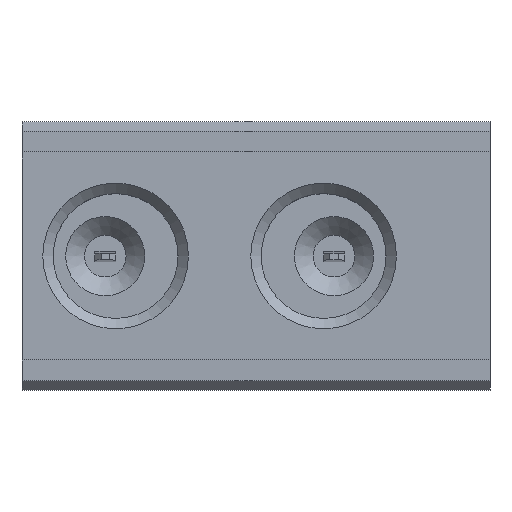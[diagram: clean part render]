
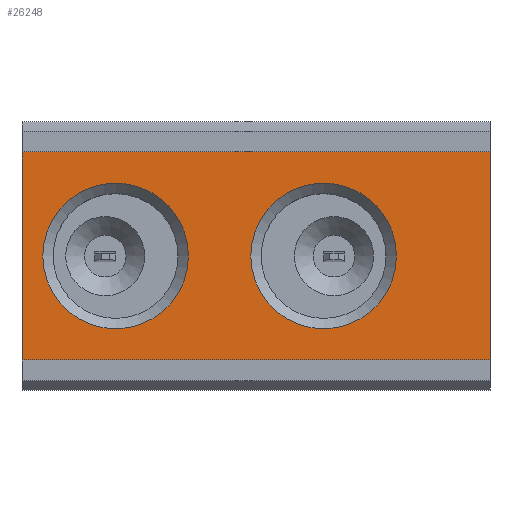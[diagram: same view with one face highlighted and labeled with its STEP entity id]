
A CAD part, top view. The second image highlights one B-rep face of the part: STEP entity #26248.
In plain terms, the highlighted planar face has unit normal (0, 0, 1).
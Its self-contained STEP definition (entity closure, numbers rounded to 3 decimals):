
#25337 = VERTEX_POINT('',#25338);
#25338 = CARTESIAN_POINT('',(13.,5.,5.));
#25345 = PLANE('',#25346);
#25346 = AXIS2_PLACEMENT_3D('',#25347,#25348,#25349);
#25347 = CARTESIAN_POINT('',(13.,5.,1.));
#25348 = DIRECTION('',(1.,0.,0.));
#25349 = DIRECTION('',(0.,-1.,0.));
#25369 = EDGE_CURVE('',#25337,#25370,#25372,.T.);
#25370 = VERTEX_POINT('',#25371);
#25371 = CARTESIAN_POINT('',(13.,-5.,5.));
#25372 = SURFACE_CURVE('',#25373,(#25377,#25384),.PCURVE_S1.);
#25373 = LINE('',#25374,#25375);
#25374 = CARTESIAN_POINT('',(13.,5.,5.));
#25375 = VECTOR('',#25376,1.);
#25376 = DIRECTION('',(0.,-1.,0.));
#25377 = PCURVE('',#25345,#25378);
#25378 = DEFINITIONAL_REPRESENTATION('',(#25379),#25383);
#25379 = LINE('',#25380,#25381);
#25380 = CARTESIAN_POINT('',(0.,-4.));
#25381 = VECTOR('',#25382,1.);
#25382 = DIRECTION('',(1.,0.));
#25383 = ( GEOMETRIC_REPRESENTATION_CONTEXT(2) 
PARAMETRIC_REPRESENTATION_CONTEXT() REPRESENTATION_CONTEXT('2D SPACE',''
  ) );
#25384 = PCURVE('',#25385,#25390);
#25385 = PLANE('',#25386);
#25386 = AXIS2_PLACEMENT_3D('',#25387,#25388,#25389);
#25387 = CARTESIAN_POINT('',(1.183,0.,5.));
#25388 = DIRECTION('',(0.,0.,1.));
#25389 = DIRECTION('',(1.,0.,0.));
#25390 = DEFINITIONAL_REPRESENTATION('',(#25391),#25395);
#25391 = LINE('',#25392,#25393);
#25392 = CARTESIAN_POINT('',(11.817,5.));
#25393 = VECTOR('',#25394,1.);
#25394 = DIRECTION('',(0.,-1.));
#25395 = ( GEOMETRIC_REPRESENTATION_CONTEXT(2) 
PARAMETRIC_REPRESENTATION_CONTEXT() REPRESENTATION_CONTEXT('2D SPACE',''
  ) );
#25974 = PLANE('',#25975);
#25975 = AXIS2_PLACEMENT_3D('',#25976,#25977,#25978);
#25976 = CARTESIAN_POINT('',(-9.5,-5.,1.));
#25977 = DIRECTION('',(-1.,0.,0.));
#25978 = DIRECTION('',(0.,1.,0.));
#26138 = PLANE('',#26139);
#26139 = AXIS2_PLACEMENT_3D('',#26140,#26141,#26142);
#26140 = CARTESIAN_POINT('',(-9.5,5.,5.));
#26141 = DIRECTION('',(0.,0.,1.));
#26142 = DIRECTION('',(0.,1.,0.));
#26248 = ADVANCED_FACE('',(#26249,#26280,#26355),#25385,.T.);
#26249 = FACE_BOUND('',#26250,.T.);
#26250 = EDGE_LOOP('',(#26251));
#26251 = ORIENTED_EDGE('',*,*,#26252,.F.);
#26252 = EDGE_CURVE('',#26253,#26253,#26255,.T.);
#26253 = VERTEX_POINT('',#26254);
#26254 = CARTESIAN_POINT('',(8.5,0.,5.));
#26255 = SURFACE_CURVE('',#26256,(#26261,#26268),.PCURVE_S1.);
#26256 = CIRCLE('',#26257,3.5);
#26257 = AXIS2_PLACEMENT_3D('',#26258,#26259,#26260);
#26258 = CARTESIAN_POINT('',(5.,0.,5.));
#26259 = DIRECTION('',(0.,0.,1.));
#26260 = DIRECTION('',(1.,0.,0.));
#26261 = PCURVE('',#25385,#26262);
#26262 = DEFINITIONAL_REPRESENTATION('',(#26263),#26267);
#26263 = CIRCLE('',#26264,3.5);
#26264 = AXIS2_PLACEMENT_2D('',#26265,#26266);
#26265 = CARTESIAN_POINT('',(3.817,0.));
#26266 = DIRECTION('',(1.,0.));
#26267 = ( GEOMETRIC_REPRESENTATION_CONTEXT(2) 
PARAMETRIC_REPRESENTATION_CONTEXT() REPRESENTATION_CONTEXT('2D SPACE',''
  ) );
#26268 = PCURVE('',#26269,#26274);
#26269 = CONICAL_SURFACE('',#26270,3.,0.785);
#26270 = AXIS2_PLACEMENT_3D('',#26271,#26272,#26273);
#26271 = CARTESIAN_POINT('',(5.,0.,4.5));
#26272 = DIRECTION('',(0.,0.,1.));
#26273 = DIRECTION('',(1.,0.,0.));
#26274 = DEFINITIONAL_REPRESENTATION('',(#26275),#26279);
#26275 = LINE('',#26276,#26277);
#26276 = CARTESIAN_POINT('',(0.,0.5));
#26277 = VECTOR('',#26278,1.);
#26278 = DIRECTION('',(1.,0.));
#26279 = ( GEOMETRIC_REPRESENTATION_CONTEXT(2) 
PARAMETRIC_REPRESENTATION_CONTEXT() REPRESENTATION_CONTEXT('2D SPACE',''
  ) );
#26280 = FACE_BOUND('',#26281,.F.);
#26281 = EDGE_LOOP('',(#26282,#26305,#26306,#26334));
#26282 = ORIENTED_EDGE('',*,*,#26283,.T.);
#26283 = EDGE_CURVE('',#26284,#25337,#26286,.T.);
#26284 = VERTEX_POINT('',#26285);
#26285 = CARTESIAN_POINT('',(-9.5,5.,5.));
#26286 = SURFACE_CURVE('',#26287,(#26291,#26298),.PCURVE_S1.);
#26287 = LINE('',#26288,#26289);
#26288 = CARTESIAN_POINT('',(-9.5,5.,5.));
#26289 = VECTOR('',#26290,1.);
#26290 = DIRECTION('',(1.,0.,0.));
#26291 = PCURVE('',#25385,#26292);
#26292 = DEFINITIONAL_REPRESENTATION('',(#26293),#26297);
#26293 = LINE('',#26294,#26295);
#26294 = CARTESIAN_POINT('',(-10.683,5.));
#26295 = VECTOR('',#26296,1.);
#26296 = DIRECTION('',(1.,0.));
#26297 = ( GEOMETRIC_REPRESENTATION_CONTEXT(2) 
PARAMETRIC_REPRESENTATION_CONTEXT() REPRESENTATION_CONTEXT('2D SPACE',''
  ) );
#26298 = PCURVE('',#26138,#26299);
#26299 = DEFINITIONAL_REPRESENTATION('',(#26300),#26304);
#26300 = LINE('',#26301,#26302);
#26301 = CARTESIAN_POINT('',(0.,0.));
#26302 = VECTOR('',#26303,1.);
#26303 = DIRECTION('',(0.,-1.));
#26304 = ( GEOMETRIC_REPRESENTATION_CONTEXT(2) 
PARAMETRIC_REPRESENTATION_CONTEXT() REPRESENTATION_CONTEXT('2D SPACE',''
  ) );
#26305 = ORIENTED_EDGE('',*,*,#25369,.T.);
#26306 = ORIENTED_EDGE('',*,*,#26307,.T.);
#26307 = EDGE_CURVE('',#25370,#26308,#26310,.T.);
#26308 = VERTEX_POINT('',#26309);
#26309 = CARTESIAN_POINT('',(-9.5,-5.,5.));
#26310 = SURFACE_CURVE('',#26311,(#26315,#26322),.PCURVE_S1.);
#26311 = LINE('',#26312,#26313);
#26312 = CARTESIAN_POINT('',(13.,-5.,5.));
#26313 = VECTOR('',#26314,1.);
#26314 = DIRECTION('',(-1.,0.,0.));
#26315 = PCURVE('',#25385,#26316);
#26316 = DEFINITIONAL_REPRESENTATION('',(#26317),#26321);
#26317 = LINE('',#26318,#26319);
#26318 = CARTESIAN_POINT('',(11.817,-5.));
#26319 = VECTOR('',#26320,1.);
#26320 = DIRECTION('',(-1.,0.));
#26321 = ( GEOMETRIC_REPRESENTATION_CONTEXT(2) 
PARAMETRIC_REPRESENTATION_CONTEXT() REPRESENTATION_CONTEXT('2D SPACE',''
  ) );
#26322 = PCURVE('',#26323,#26328);
#26323 = PLANE('',#26324);
#26324 = AXIS2_PLACEMENT_3D('',#26325,#26326,#26327);
#26325 = CARTESIAN_POINT('',(-9.5,-5.,5.));
#26326 = DIRECTION('',(-0.,-0.,-1.));
#26327 = DIRECTION('',(0.,-1.,0.));
#26328 = DEFINITIONAL_REPRESENTATION('',(#26329),#26333);
#26329 = LINE('',#26330,#26331);
#26330 = CARTESIAN_POINT('',(0.,-22.5));
#26331 = VECTOR('',#26332,1.);
#26332 = DIRECTION('',(0.,1.));
#26333 = ( GEOMETRIC_REPRESENTATION_CONTEXT(2) 
PARAMETRIC_REPRESENTATION_CONTEXT() REPRESENTATION_CONTEXT('2D SPACE',''
  ) );
#26334 = ORIENTED_EDGE('',*,*,#26335,.T.);
#26335 = EDGE_CURVE('',#26308,#26284,#26336,.T.);
#26336 = SURFACE_CURVE('',#26337,(#26341,#26348),.PCURVE_S1.);
#26337 = LINE('',#26338,#26339);
#26338 = CARTESIAN_POINT('',(-9.5,-5.,5.));
#26339 = VECTOR('',#26340,1.);
#26340 = DIRECTION('',(0.,1.,0.));
#26341 = PCURVE('',#25385,#26342);
#26342 = DEFINITIONAL_REPRESENTATION('',(#26343),#26347);
#26343 = LINE('',#26344,#26345);
#26344 = CARTESIAN_POINT('',(-10.683,-5.));
#26345 = VECTOR('',#26346,1.);
#26346 = DIRECTION('',(0.,1.));
#26347 = ( GEOMETRIC_REPRESENTATION_CONTEXT(2) 
PARAMETRIC_REPRESENTATION_CONTEXT() REPRESENTATION_CONTEXT('2D SPACE',''
  ) );
#26348 = PCURVE('',#25974,#26349);
#26349 = DEFINITIONAL_REPRESENTATION('',(#26350),#26354);
#26350 = LINE('',#26351,#26352);
#26351 = CARTESIAN_POINT('',(0.,-4.));
#26352 = VECTOR('',#26353,1.);
#26353 = DIRECTION('',(1.,0.));
#26354 = ( GEOMETRIC_REPRESENTATION_CONTEXT(2) 
PARAMETRIC_REPRESENTATION_CONTEXT() REPRESENTATION_CONTEXT('2D SPACE',''
  ) );
#26355 = FACE_BOUND('',#26356,.T.);
#26356 = EDGE_LOOP('',(#26357));
#26357 = ORIENTED_EDGE('',*,*,#26358,.F.);
#26358 = EDGE_CURVE('',#26359,#26359,#26361,.T.);
#26359 = VERTEX_POINT('',#26360);
#26360 = CARTESIAN_POINT('',(-1.5,0.,5.));
#26361 = SURFACE_CURVE('',#26362,(#26367,#26374),.PCURVE_S1.);
#26362 = CIRCLE('',#26363,3.5);
#26363 = AXIS2_PLACEMENT_3D('',#26364,#26365,#26366);
#26364 = CARTESIAN_POINT('',(-5.,0.,5.));
#26365 = DIRECTION('',(0.,0.,1.));
#26366 = DIRECTION('',(1.,0.,0.));
#26367 = PCURVE('',#25385,#26368);
#26368 = DEFINITIONAL_REPRESENTATION('',(#26369),#26373);
#26369 = CIRCLE('',#26370,3.5);
#26370 = AXIS2_PLACEMENT_2D('',#26371,#26372);
#26371 = CARTESIAN_POINT('',(-6.183,0.));
#26372 = DIRECTION('',(1.,0.));
#26373 = ( GEOMETRIC_REPRESENTATION_CONTEXT(2) 
PARAMETRIC_REPRESENTATION_CONTEXT() REPRESENTATION_CONTEXT('2D SPACE',''
  ) );
#26374 = PCURVE('',#26375,#26380);
#26375 = CONICAL_SURFACE('',#26376,3.,0.785);
#26376 = AXIS2_PLACEMENT_3D('',#26377,#26378,#26379);
#26377 = CARTESIAN_POINT('',(-5.,0.,4.5));
#26378 = DIRECTION('',(0.,0.,1.));
#26379 = DIRECTION('',(1.,0.,0.));
#26380 = DEFINITIONAL_REPRESENTATION('',(#26381),#26385);
#26381 = LINE('',#26382,#26383);
#26382 = CARTESIAN_POINT('',(-0.,0.5));
#26383 = VECTOR('',#26384,1.);
#26384 = DIRECTION('',(1.,-0.));
#26385 = ( GEOMETRIC_REPRESENTATION_CONTEXT(2) 
PARAMETRIC_REPRESENTATION_CONTEXT() REPRESENTATION_CONTEXT('2D SPACE',''
  ) );
